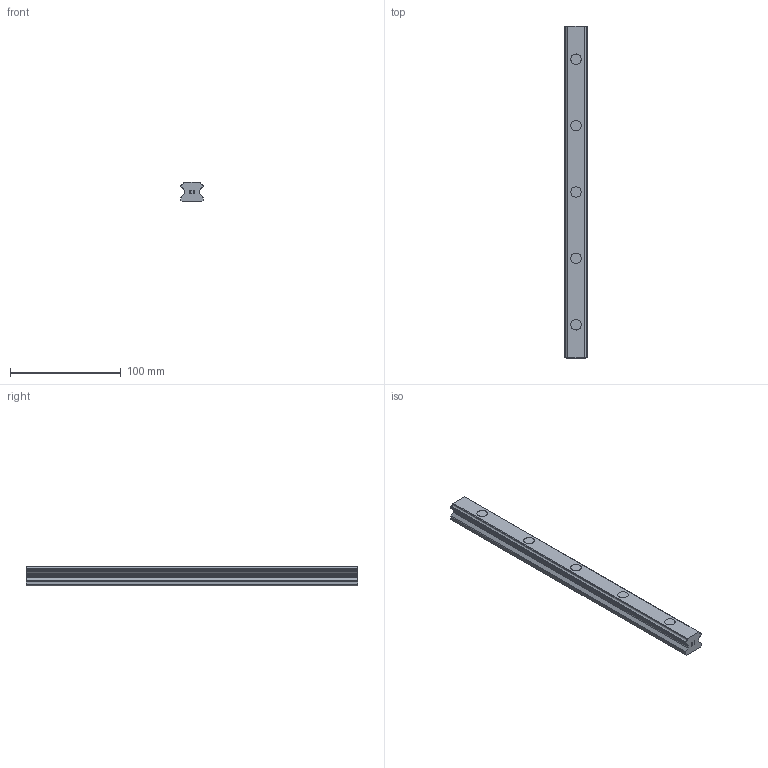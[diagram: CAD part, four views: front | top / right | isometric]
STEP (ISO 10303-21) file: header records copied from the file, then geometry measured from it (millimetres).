
FILE_DESCRIPTION(('STEP AP214'),'1');
FILE_NAME('cctmp_DEA69B5B-5B82-434D-8DC3-C4CAC07B7E13_2020_5_18_12_44_53_935..stp','2020-05-18T10:44:54',('HIWIN GmbH'),('CADClick - www.CADClick.com'),'Spatial InterOp 3D',' ','unknown authorization');
FILE_SCHEMA(('AUTOMOTIVE_DESIGN'));
Length unit declared in the file: millimetre
Products named in the file (1): HGR20R300H_FILE
Bounding box: 20 x 300 x 17.5 mm (x, y, z)
Volume: 85766.8 mm3; surface area: 25977.7 mm2
Topology: 1 solids, 1 shells, 152 faces, 393 edges, 262 vertices
Faces by surface type: plane 100, cylinder 52
Entity records: 5881 total; most frequent: CARTESIAN_POINT 808, DIRECTION 803, ORIENTED_EDGE 786, EDGE_CURVE 393, LINE 289, VECTOR 289, VERTEX_POINT 262, AXIS2_PLACEMENT_3D 257
